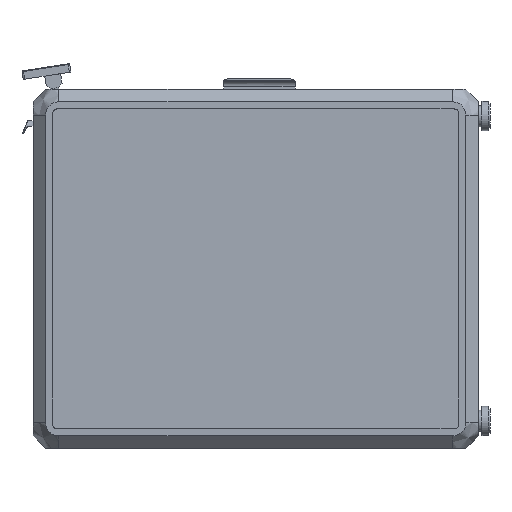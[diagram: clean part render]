
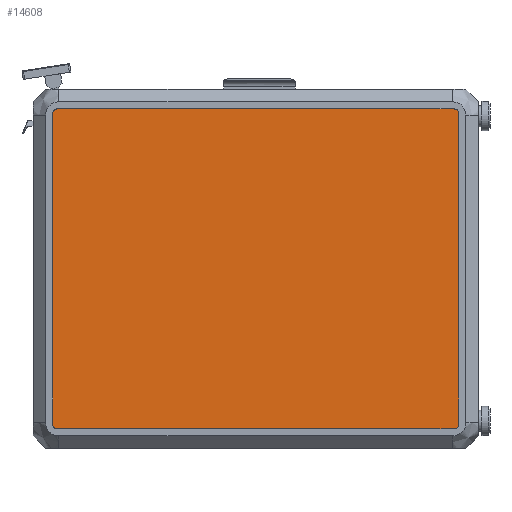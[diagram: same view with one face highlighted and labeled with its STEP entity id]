
A CAD part, left-side view. The second image highlights one B-rep face of the part: STEP entity #14608.
In plain terms, the highlighted planar face has unit normal (-1, 0, 0).
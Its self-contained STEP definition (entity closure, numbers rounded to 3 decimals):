
#799 = DIRECTION ( 'NONE',  ( 0., 1., 0. ) ) ;
#883 = VERTEX_POINT ( 'NONE', #22451 ) ;
#2113 = CARTESIAN_POINT ( 'NONE',  ( -247.5, 291.8, -223. ) ) ;
#3289 = DIRECTION ( 'NONE',  ( 0., 1., 0. ) ) ;
#3324 = ORIENTED_EDGE ( 'NONE', *, *, #25199, .F. ) ;
#5766 = PLANE ( 'NONE',  #16057 ) ;
#5777 = CARTESIAN_POINT ( 'NONE',  ( -247.5, 285., 223. ) ) ;
#6362 = ORIENTED_EDGE ( 'NONE', *, *, #14956, .F. ) ;
#6729 = ORIENTED_EDGE ( 'NONE', *, *, #19139, .F. ) ;
#6763 = CARTESIAN_POINT ( 'NONE',  ( -247.5, -285., 229.8 ) ) ;
#6921 = LINE ( 'NONE', #18868, #10428 ) ;
#7003 = ORIENTED_EDGE ( 'NONE', *, *, #19877, .F. ) ;
#7427 = DIRECTION ( 'NONE',  ( 0., 1., 0. ) ) ;
#7580 = LINE ( 'NONE', #7731, #21243 ) ;
#7694 = EDGE_CURVE ( 'NONE', #883, #8274, #22897, .T. ) ;
#7731 = CARTESIAN_POINT ( 'NONE',  ( -247.5, 291.8, 223. ) ) ;
#7905 = CARTESIAN_POINT ( 'NONE',  ( -247.5, 285., -229.8 ) ) ;
#8163 = CARTESIAN_POINT ( 'NONE',  ( -247.5, -291.8, -223. ) ) ;
#8274 = VERTEX_POINT ( 'NONE', #9350 ) ;
#8927 = CARTESIAN_POINT ( 'NONE',  ( -247.5, 285., -223. ) ) ;
#9350 = CARTESIAN_POINT ( 'NONE',  ( -247.5, 285., 229.8 ) ) ;
#9484 = LINE ( 'NONE', #24847, #15607 ) ;
#9883 = DIRECTION ( 'NONE',  ( 1., 0., 0. ) ) ;
#10267 = AXIS2_PLACEMENT_3D ( 'NONE', #5777, #23347, #3289 ) ;
#10428 = VECTOR ( 'NONE', #20074, 1000. ) ;
#11086 = CARTESIAN_POINT ( 'NONE',  ( -247.5, -285., 229.8 ) ) ;
#11368 = CARTESIAN_POINT ( 'NONE',  ( -247.5, -291.8, 223. ) ) ;
#11938 = CARTESIAN_POINT ( 'NONE',  ( -247.5, -285., 223. ) ) ;
#12099 = EDGE_CURVE ( 'NONE', #24570, #15419, #22024, .T. ) ;
#12226 = DIRECTION ( 'NONE',  ( 0., 1., 0. ) ) ;
#12390 = CIRCLE ( 'NONE', #28732, 6.8 ) ;
#14608 = ADVANCED_FACE ( 'NONE', ( #14701 ), #5766, .F. ) ;
#14701 = FACE_OUTER_BOUND ( 'NONE', #27240, .T. ) ;
#14707 = AXIS2_PLACEMENT_3D ( 'NONE', #8927, #17846, #7427 ) ;
#14956 = EDGE_CURVE ( 'NONE', #18159, #24570, #6921, .T. ) ;
#15242 = VERTEX_POINT ( 'NONE', #7905 ) ;
#15419 = VERTEX_POINT ( 'NONE', #15624 ) ;
#15607 = VECTOR ( 'NONE', #27037, 1000. ) ;
#15624 = CARTESIAN_POINT ( 'NONE',  ( -247.5, -285., -229.8 ) ) ;
#16057 = AXIS2_PLACEMENT_3D ( 'NONE', #23626, #20849, #799 ) ;
#16126 = VERTEX_POINT ( 'NONE', #2113 ) ;
#16497 = DIRECTION ( 'NONE',  ( 0., 0., 1. ) ) ;
#17369 = EDGE_CURVE ( 'NONE', #22079, #18159, #12390, .T. ) ;
#17846 = DIRECTION ( 'NONE',  ( 1., 0., 0. ) ) ;
#18159 = VERTEX_POINT ( 'NONE', #11368 ) ;
#18443 = CIRCLE ( 'NONE', #14707, 6.8 ) ;
#18868 = CARTESIAN_POINT ( 'NONE',  ( -247.5, -291.8, -223. ) ) ;
#19109 = ORIENTED_EDGE ( 'NONE', *, *, #7694, .F. ) ;
#19139 = EDGE_CURVE ( 'NONE', #15419, #15242, #9484, .T. ) ;
#19490 = EDGE_CURVE ( 'NONE', #16126, #883, #7580, .T. ) ;
#19566 = CARTESIAN_POINT ( 'NONE',  ( -247.5, -285., -223. ) ) ;
#19632 = DIRECTION ( 'NONE',  ( 0., -1., 0. ) ) ;
#19877 = EDGE_CURVE ( 'NONE', #15242, #16126, #18443, .T. ) ;
#20074 = DIRECTION ( 'NONE',  ( 0., 0., -1. ) ) ;
#20849 = DIRECTION ( 'NONE',  ( 1., 0., 0. ) ) ;
#21123 = AXIS2_PLACEMENT_3D ( 'NONE', #19566, #28645, #23970 ) ;
#21209 = ORIENTED_EDGE ( 'NONE', *, *, #17369, .F. ) ;
#21243 = VECTOR ( 'NONE', #16497, 1000. ) ;
#21688 = ORIENTED_EDGE ( 'NONE', *, *, #19490, .F. ) ;
#22024 = CIRCLE ( 'NONE', #21123, 6.8 ) ;
#22079 = VERTEX_POINT ( 'NONE', #11086 ) ;
#22451 = CARTESIAN_POINT ( 'NONE',  ( -247.5, 291.8, 223. ) ) ;
#22565 = VECTOR ( 'NONE', #19632, 1000. ) ;
#22897 = CIRCLE ( 'NONE', #10267, 6.8 ) ;
#23347 = DIRECTION ( 'NONE',  ( 1., 0., 0. ) ) ;
#23626 = CARTESIAN_POINT ( 'NONE',  ( -247.5, 320., 258. ) ) ;
#23970 = DIRECTION ( 'NONE',  ( 0., 1., 0. ) ) ;
#24570 = VERTEX_POINT ( 'NONE', #8163 ) ;
#24847 = CARTESIAN_POINT ( 'NONE',  ( -247.5, 285., -229.8 ) ) ;
#25199 = EDGE_CURVE ( 'NONE', #8274, #22079, #28713, .T. ) ;
#27037 = DIRECTION ( 'NONE',  ( 0., 1., 0. ) ) ;
#27240 = EDGE_LOOP ( 'NONE', ( #21688, #7003, #6729, #28466, #6362, #21209, #3324, #19109 ) ) ;
#28466 = ORIENTED_EDGE ( 'NONE', *, *, #12099, .F. ) ;
#28645 = DIRECTION ( 'NONE',  ( 1., 0., 0. ) ) ;
#28713 = LINE ( 'NONE', #6763, #22565 ) ;
#28732 = AXIS2_PLACEMENT_3D ( 'NONE', #11938, #9883, #12226 ) ;
